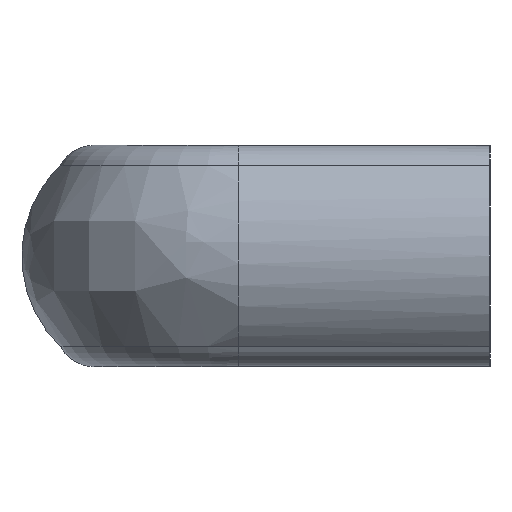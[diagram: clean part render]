
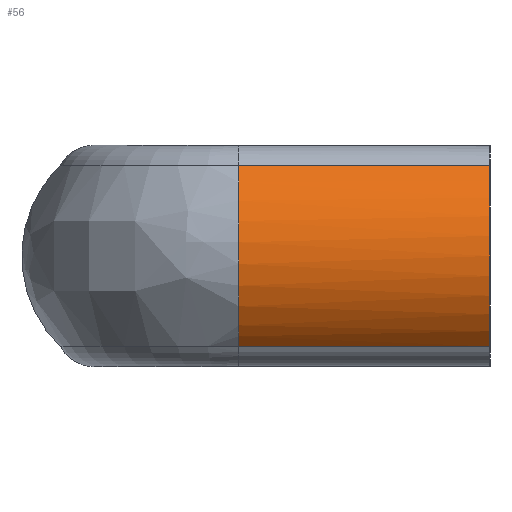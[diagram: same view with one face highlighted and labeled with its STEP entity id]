
A CAD part, left-side view. The second image highlights one B-rep face of the part: STEP entity #56.
In plain terms, the highlighted cylindrical face has radius 14.709 mm (diameter 29.418 mm), a partial arc.
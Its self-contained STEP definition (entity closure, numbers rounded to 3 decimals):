
#56 = ADVANCED_FACE( '', ( #131 ), #132, .T. );
#131 = FACE_OUTER_BOUND( '', #230, .T. );
#132 = CYLINDRICAL_SURFACE( '', #231, 14.709 );
#230 = EDGE_LOOP( '', ( #377, #378, #379, #380 ) );
#231 = AXIS2_PLACEMENT_3D( '', #381, #382, #383 );
#377 = ORIENTED_EDGE( '', *, *, #579, .T. );
#378 = ORIENTED_EDGE( '', *, *, #580, .F. );
#379 = ORIENTED_EDGE( '', *, *, #581, .F. );
#380 = ORIENTED_EDGE( '', *, *, #582, .T. );
#381 = CARTESIAN_POINT( '', ( 14.71, 0., 0. ) );
#382 = DIRECTION( '', ( 0., -1., 0. ) );
#383 = DIRECTION( '', ( 0., 0., 1. ) );
#579 = EDGE_CURVE( '', #667, #668, #669, .T. );
#580 = EDGE_CURVE( '', #670, #668, #671, .T. );
#581 = EDGE_CURVE( '', #672, #670, #673, .T. );
#582 = EDGE_CURVE( '', #672, #667, #674, .T. );
#667 = VERTEX_POINT( '', #815 );
#668 = VERTEX_POINT( '', #816 );
#669 = B_SPLINE_CURVE_WITH_KNOTS( '', 3, ( #817, #818, #819, #820, #821, #822, #823, #824, #825, #826, #827, #828, #829, #830, #831, #832, #833, #834 ), .UNSPECIFIED., .F., .F., ( 4, 2, 2, 2, 2, 2, 2, 2, 4 ), ( 0., 0.125, 0.25, 0.375, 0.5, 0.625, 0.75, 0.875, 1. ), .UNSPECIFIED. );
#670 = VERTEX_POINT( '', #835 );
#671 = LINE( '', #836, #837 );
#672 = VERTEX_POINT( '', #838 );
#673 = CIRCLE( '', #839, 14.709 );
#674 = LINE( '', #840, #841 );
#815 = CARTESIAN_POINT( '', ( 4.529, 29.5, 10.616 ) );
#816 = CARTESIAN_POINT( '', ( 4.529, 29.5, -10.617 ) );
#817 = CARTESIAN_POINT( '', ( 4.529, 29.5, 10.616 ) );
#818 = CARTESIAN_POINT( '', ( 3.816, 29.5, 9.932 ) );
#819 = CARTESIAN_POINT( '', ( 3.172, 29.5, 9.176 ) );
#820 = CARTESIAN_POINT( '', ( 2.048, 29.5, 7.55 ) );
#821 = CARTESIAN_POINT( '', ( 1.568, 29.5, 6.68 ) );
#822 = CARTESIAN_POINT( '', ( 0.793, 29.5, 4.862 ) );
#823 = CARTESIAN_POINT( '', ( 0.497, 29.5, 3.913 ) );
#824 = CARTESIAN_POINT( '', ( 0.101, 29.5, 1.977 ) );
#825 = CARTESIAN_POINT( '', ( 0.001, 29.5, 0.988 ) );
#826 = CARTESIAN_POINT( '', ( 0.001, 29.5, -0.988 ) );
#827 = CARTESIAN_POINT( '', ( 0.101, 29.5, -1.977 ) );
#828 = CARTESIAN_POINT( '', ( 0.497, 29.5, -3.913 ) );
#829 = CARTESIAN_POINT( '', ( 0.793, 29.5, -4.862 ) );
#830 = CARTESIAN_POINT( '', ( 1.568, 29.5, -6.68 ) );
#831 = CARTESIAN_POINT( '', ( 2.048, 29.5, -7.55 ) );
#832 = CARTESIAN_POINT( '', ( 3.172, 29.5, -9.176 ) );
#833 = CARTESIAN_POINT( '', ( 3.816, 29.5, -9.932 ) );
#834 = CARTESIAN_POINT( '', ( 4.529, 29.5, -10.616 ) );
#835 = CARTESIAN_POINT( '', ( 4.529, 0., -10.616 ) );
#836 = CARTESIAN_POINT( '', ( 4.529, 0., -10.616 ) );
#837 = VECTOR( '', #1088, 1000. );
#838 = CARTESIAN_POINT( '', ( 4.529, 0., 10.616 ) );
#839 = AXIS2_PLACEMENT_3D( '', #1089, #1090, #1091 );
#840 = CARTESIAN_POINT( '', ( 4.529, 0., 10.616 ) );
#841 = VECTOR( '', #1092, 1000. );
#1088 = DIRECTION( '', ( 0., 1., 0. ) );
#1089 = CARTESIAN_POINT( '', ( 14.71, 0., 0. ) );
#1090 = DIRECTION( '', ( 0., -1., 0. ) );
#1091 = DIRECTION( '', ( 0., 0., 1. ) );
#1092 = DIRECTION( '', ( 0., 1., 0. ) );
